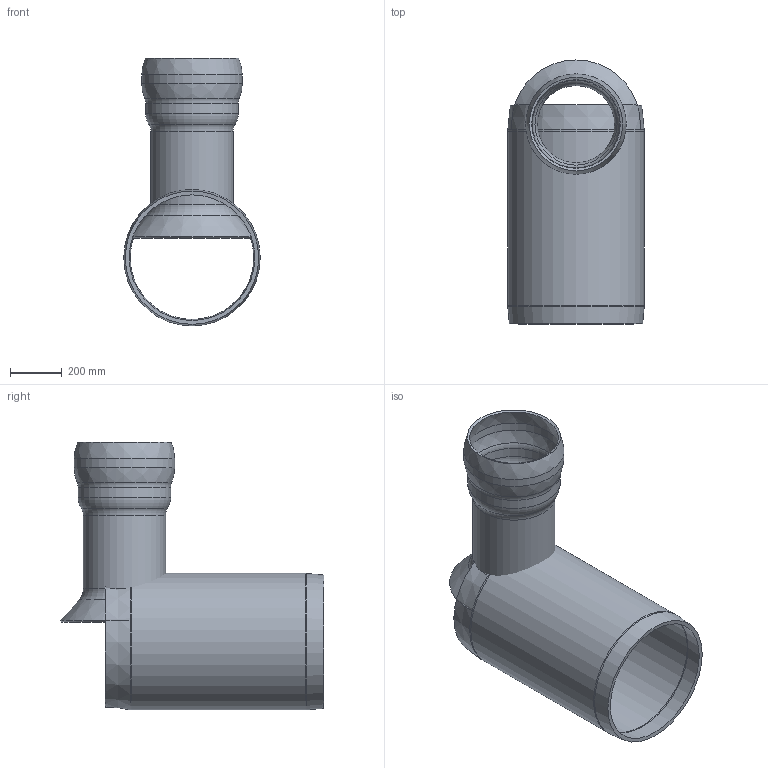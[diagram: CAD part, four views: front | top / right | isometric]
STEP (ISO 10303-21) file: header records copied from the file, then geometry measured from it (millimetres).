
FILE_DESCRIPTION(/* description */ (''),/* implementation_level */ '2;1');
FILE_NAME(/* name */ '00603.LB0X_3D.stp',/* time_stamp */ '2024-12-11T12:58:52+01:00',/* author */ ('CAD'),/* organization */ (''),/* preprocessor_version */ 'ST-DEVELOPER v20',/* originating_system */ 'AutoCAD Mechanical',/* authorisation */ '');
FILE_SCHEMA (('AUTOMOTIVE_DESIGN { 1 0 10303 214 3 1 1 }'));
Length unit declared in the file: centimetre
Products named in the file (2): Product; *S0
Assembly tree (1 placements, depth 2):
  Product
    *S0
Bounding box: 530 x 1025 x 1040 mm (x, y, z)
Volume: 28535667.2 mm3; surface area: 4411020.1 mm2
Topology: 2 solids, 2 shells, 34 faces, 92 edges, 58 vertices
Faces by surface type: torus 12, cone 12, cylinder 6, bspline 4
Full cylindrical faces by diameter (mm): 300 x1, 320 x1, 340 x1, 360 x1, 500 x1, 530 x1
Entity records: 1248 total; most frequent: CARTESIAN_POINT 291, DIRECTION 232, ORIENTED_EDGE 184, AXIS2_PLACEMENT_3D 107, EDGE_CURVE 92, CIRCLE 74, VERTEX_POINT 58, FACE_OUTER_BOUND 34
